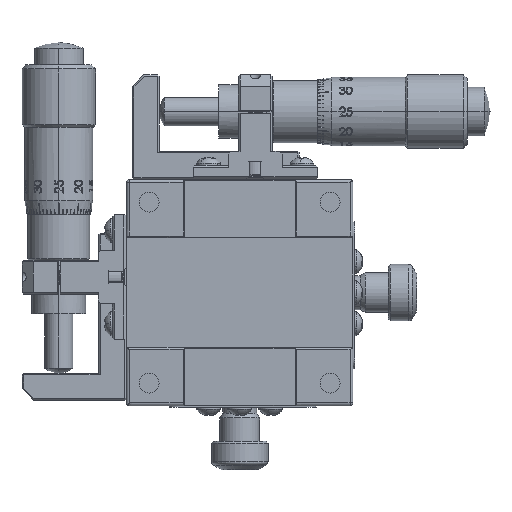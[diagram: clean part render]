
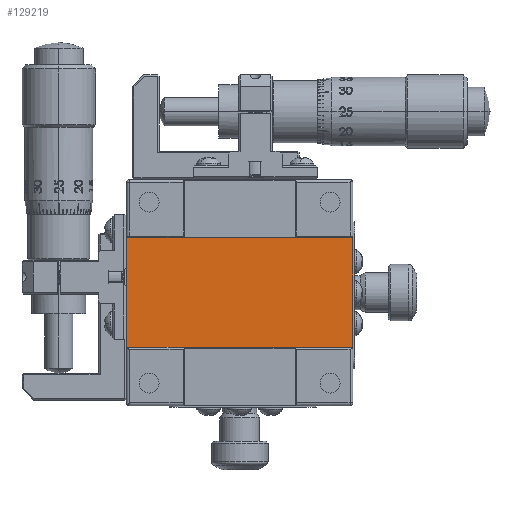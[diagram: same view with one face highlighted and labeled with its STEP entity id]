
A CAD part, front view. The second image highlights one B-rep face of the part: STEP entity #129219.
In plain terms, the highlighted planar face has unit normal (0, -1, 0).
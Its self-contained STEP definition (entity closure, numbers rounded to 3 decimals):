
#1641 = DIRECTION ( 'NONE',  ( -1., 0., 0. ) ) ;
#1884 = CARTESIAN_POINT ( 'NONE',  ( 55.952, -18.778, -12.636 ) ) ;
#2737 = EDGE_CURVE ( 'NONE', #85593, #21603, #118744, .T. ) ;
#5545 = CARTESIAN_POINT ( 'NONE',  ( 16.035, -18.778, 6.764 ) ) ;
#20044 = LINE ( 'NONE', #105245, #140927 ) ;
#21603 = VERTEX_POINT ( 'NONE', #59483 ) ;
#30309 = ORIENTED_EDGE ( 'NONE', *, *, #112888, .T. ) ;
#30757 = LINE ( 'NONE', #5545, #59238 ) ;
#35997 = VERTEX_POINT ( 'NONE', #1884 ) ;
#37438 = FACE_OUTER_BOUND ( 'NONE', #42522, .T. ) ;
#40772 = DIRECTION ( 'NONE',  ( -1., 0., 0. ) ) ;
#41620 = DIRECTION ( 'NONE',  ( 0., 0., -1. ) ) ;
#42522 = EDGE_LOOP ( 'NONE', ( #81683, #120880, #140769, #30309 ) ) ;
#42531 = CARTESIAN_POINT ( 'NONE',  ( 55.994, -18.778, 6.764 ) ) ;
#49955 = CARTESIAN_POINT ( 'NONE',  ( 55.994, -18.778, -12.636 ) ) ;
#50807 = VECTOR ( 'NONE', #40772, 1000. ) ;
#53338 = EDGE_CURVE ( 'NONE', #35997, #85593, #20044, .T. ) ;
#59238 = VECTOR ( 'NONE', #41620, 1000. ) ;
#59483 = CARTESIAN_POINT ( 'NONE',  ( 16.035, -18.778, 6.764 ) ) ;
#59965 = CARTESIAN_POINT ( 'NONE',  ( 16.035, -18.778, -12.636 ) ) ;
#61481 = EDGE_CURVE ( 'NONE', #35997, #110432, #99001, .T. ) ;
#66859 = VECTOR ( 'NONE', #1641, 1000. ) ;
#72307 = AXIS2_PLACEMENT_3D ( 'NONE', #134440, #106026, #74902 ) ;
#74902 = DIRECTION ( 'NONE',  ( 0., 0., 1. ) ) ;
#81683 = ORIENTED_EDGE ( 'NONE', *, *, #61481, .F. ) ;
#85593 = VERTEX_POINT ( 'NONE', #95622 ) ;
#95622 = CARTESIAN_POINT ( 'NONE',  ( 55.952, -18.778, 6.764 ) ) ;
#99001 = LINE ( 'NONE', #49955, #66859 ) ;
#105245 = CARTESIAN_POINT ( 'NONE',  ( 55.952, -18.778, -12.636 ) ) ;
#106026 = DIRECTION ( 'NONE',  ( 0., 1., 0. ) ) ;
#110432 = VERTEX_POINT ( 'NONE', #59965 ) ;
#112888 = EDGE_CURVE ( 'NONE', #21603, #110432, #30757, .T. ) ;
#118744 = LINE ( 'NONE', #42531, #50807 ) ;
#120880 = ORIENTED_EDGE ( 'NONE', *, *, #53338, .T. ) ;
#129219 = ADVANCED_FACE ( 'NONE', ( #37438 ), #147099, .F. ) ;
#129504 = DIRECTION ( 'NONE',  ( 0., 0., 1. ) ) ;
#134440 = CARTESIAN_POINT ( 'NONE',  ( 55.994, -18.778, 6.764 ) ) ;
#140769 = ORIENTED_EDGE ( 'NONE', *, *, #2737, .T. ) ;
#140927 = VECTOR ( 'NONE', #129504, 1000. ) ;
#147099 = PLANE ( 'NONE',  #72307 ) ;
